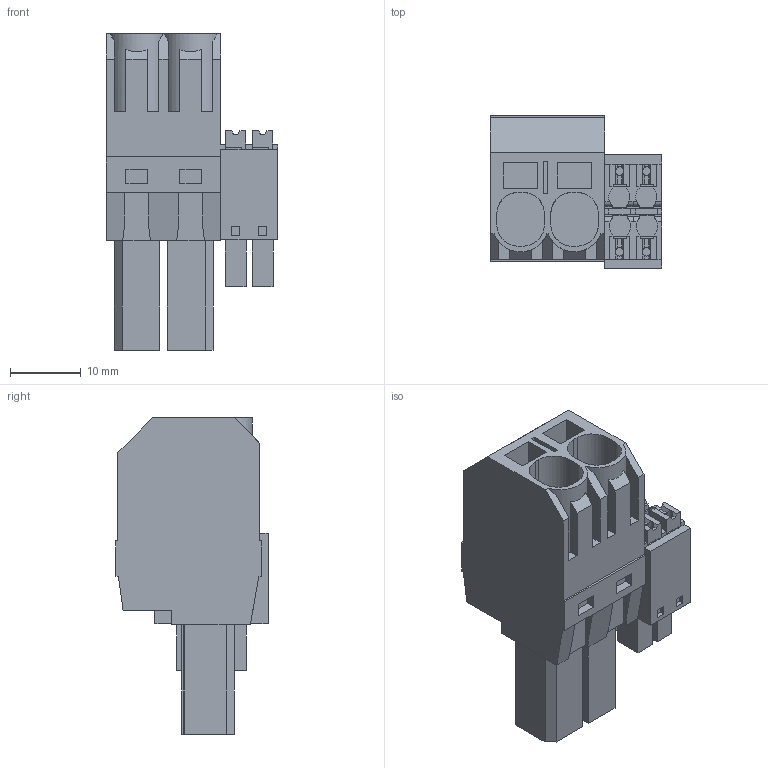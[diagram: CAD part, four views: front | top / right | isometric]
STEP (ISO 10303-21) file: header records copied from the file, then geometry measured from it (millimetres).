
FILE_DESCRIPTION(('CATIA V5 STEP Exchange','CAx-IF Rec.Pracs.--- Model Styling and Organization---1.4--- 2014-01-23'),'2;1');
FILE_NAME ('D1448292_1_1080550000_1080550000.stp','2023-09-07T12:49:25+00:00',('none'),('Weidmueller'),'CATIA Version 5-6 Release 2016 SP3 HF44','CATIA V5 STEP AP214','none');
FILE_SCHEMA(('AUTOMOTIVE_DESIGN { 1 0 10303 214 1 1 1 1 }'));
Length unit declared in the file: millimetre
Products named in the file (1): 1080550000
Bounding box: 24.17 x 21.53 x 44.7 mm (x, y, z)
Volume: 10835.1 mm3; surface area: 6076.1 mm2
Topology: 5 solids, 5 shells, 428 faces, 1180 edges, 783 vertices
Faces by surface type: plane 382, cylinder 46
Entity records: 12926 total; most frequent: CARTESIAN_POINT 2558, ORIENTED_EDGE 2360, DIRECTION 1735, EDGE_CURVE 1180, VECTOR 1038, LINE 1038, VERTEX_POINT 783, EDGE_LOOP 457
